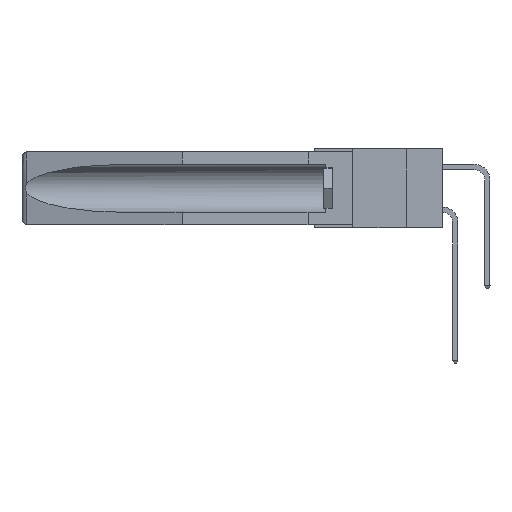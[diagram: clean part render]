
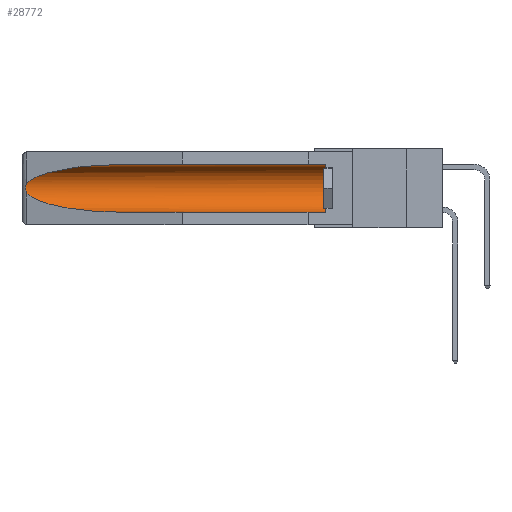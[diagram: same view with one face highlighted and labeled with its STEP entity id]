
A CAD part, left-side view. The second image highlights one B-rep face of the part: STEP entity #28772.
In plain terms, the highlighted cylindrical face has radius 2.857 mm (diameter 5.715 mm), a partial arc.
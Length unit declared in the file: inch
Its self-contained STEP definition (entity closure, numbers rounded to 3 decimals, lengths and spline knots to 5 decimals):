
#252 = CARTESIAN_POINT ( 'NONE',  ( 0.26537, 1.52718, -0.19328 ) ) ;
#313 = ORIENTED_EDGE ( 'NONE', *, *, #16632, .T. ) ;
#1015 = DIRECTION ( 'NONE',  ( 0., 1., 0. ) ) ;
#1191 = LINE ( 'NONE', #28627, #23513 ) ;
#1194 = FACE_OUTER_BOUND ( 'NONE', #19950, .T. ) ;
#1944 = VERTEX_POINT ( 'NONE', #24427 ) ;
#3125 = CARTESIAN_POINT ( 'NONE',  ( 0.21114, 1.30732, -0.059 ) ) ;
#3600 = ORIENTED_EDGE ( 'NONE', *, *, #26617, .T. ) ;
#3601 = CARTESIAN_POINT ( 'NONE',  ( 0.26597, 1.52961, -0.15275 ) ) ;
#3909 = VECTOR ( 'NONE', #27497, 39.37008 ) ;
#4805 = VERTEX_POINT ( 'NONE', #7487 ) ;
#5273 = VERTEX_POINT ( 'NONE', #12085 ) ;
#6719 = ORIENTED_EDGE ( 'NONE', *, *, #21318, .T. ) ;
#7487 = CARTESIAN_POINT ( 'NONE',  ( 0.155, 1.07973, -0.059 ) ) ;
#7891 = CARTESIAN_POINT ( 'NONE',  ( 0.155, 0.126, -0.284 ) ) ;
#8561 = EDGE_CURVE ( 'NONE', #19484, #1944, #29703, .T. ) ;
#9208 = CARTESIAN_POINT ( 'NONE',  ( 0.155, 1.07973, -0.284 ) ) ;
#9479 = ORIENTED_EDGE ( 'NONE', *, *, #13191, .F. ) ;
#9697 = AXIS2_PLACEMENT_3D ( 'NONE', #16175, #20559, #27331 ) ;
#10522 = CARTESIAN_POINT ( 'NONE',  ( 0.26537, 1.52718, -0.14972 ) ) ;
#10606 = CARTESIAN_POINT ( 'NONE',  ( 0.26597, 1.5296, -0.19026 ) ) ;
#10922 = DIRECTION ( 'NONE',  ( 0., 1., 0. ) ) ;
#11459 = AXIS2_PLACEMENT_3D ( 'NONE', #19987, #10922, #24541 ) ;
#12085 = CARTESIAN_POINT ( 'NONE',  ( 0.26537, 1.52718, -0.14972 ) ) ;
#12373 = CARTESIAN_POINT ( 'NONE',  ( 0.155, 0.126, -0.059 ) ) ;
#12684 = CARTESIAN_POINT ( 'NONE',  ( 0.26654, 1.53092, -0.15636 ) ) ;
#12960 = LINE ( 'NONE', #24881, #3909 ) ;
#13191 = EDGE_CURVE ( 'NONE', #23337, #1944, #1191, .T. ) ;
#14836 = CARTESIAN_POINT ( 'NONE',  ( 0.25451, 1.48313, -0.09465 ) ) ;
#15006 = CARTESIAN_POINT ( 'NONE',  ( 0.26537, 1.52718, -0.19328 ) ) ;
#16175 = CARTESIAN_POINT ( 'NONE',  ( 0.155, 0.126, -0.1715 ) ) ;
#16632 = EDGE_CURVE ( 'NONE', #21251, #4805, #12960, .T. ) ;
#16770 = CIRCLE ( 'NONE', #9697, 0.1125 ) ;
#17064 = CYLINDRICAL_SURFACE ( 'NONE', #11459, 0.1125 ) ;
#17192 = CARTESIAN_POINT ( 'NONE',  ( 0.2675, 1.53308, -0.16763 ) ) ;
#17225 = ORIENTED_EDGE ( 'NONE', *, *, #8561, .T. ) ;
#19484 = VERTEX_POINT ( 'NONE', #29694 ) ;
#19510 = CARTESIAN_POINT ( 'NONE',  ( 0.2675, 1.53308, -0.17534 ) ) ;
#19535 =( BOUNDED_CURVE ( )  B_SPLINE_CURVE ( 3, ( #25068, #3125, #14836, #26191 ),
 .UNSPECIFIED., .F., .F. ) 
 B_SPLINE_CURVE_WITH_KNOTS ( ( 4, 4 ),
 ( 4.71239, 6.08839 ),
 .UNSPECIFIED. ) 
 CURVE ( )  GEOMETRIC_REPRESENTATION_ITEM ( )  RATIONAL_B_SPLINE_CURVE ( ( 1., 0.848, 0.848, 1. ) ) 
 REPRESENTATION_ITEM ( '' )  );
#19950 = EDGE_LOOP ( 'NONE', ( #3600, #6719, #17225, #9479, #25534, #313 ) ) ;
#19987 = CARTESIAN_POINT ( 'NONE',  ( 0.155, -0.30754, -0.1715 ) ) ;
#20559 = DIRECTION ( 'NONE',  ( 0., -1., 0. ) ) ;
#20682 = CARTESIAN_POINT ( 'NONE',  ( 0.21114, 1.30732, -0.284 ) ) ;
#21251 = VERTEX_POINT ( 'NONE', #12373 ) ;
#21318 = EDGE_CURVE ( 'NONE', #5273, #19484, #29306, .T. ) ;
#22139 = EDGE_CURVE ( 'NONE', #23337, #21251, #16770, .T. ) ;
#23337 = VERTEX_POINT ( 'NONE', #7891 ) ;
#23513 = VECTOR ( 'NONE', #1015, 39.37008 ) ;
#24427 = CARTESIAN_POINT ( 'NONE',  ( 0.155, 1.07973, -0.284 ) ) ;
#24530 = CARTESIAN_POINT ( 'NONE',  ( 0.2673, 1.53269, -0.17917 ) ) ;
#24541 = DIRECTION ( 'NONE',  ( 0., 0., 1. ) ) ;
#24881 = CARTESIAN_POINT ( 'NONE',  ( 0.155, -0.30754, -0.059 ) ) ;
#25068 = CARTESIAN_POINT ( 'NONE',  ( 0.155, 1.07973, -0.059 ) ) ;
#25348 = CARTESIAN_POINT ( 'NONE',  ( 0.25451, 1.48313, -0.24835 ) ) ;
#25534 = ORIENTED_EDGE ( 'NONE', *, *, #22139, .T. ) ;
#26191 = CARTESIAN_POINT ( 'NONE',  ( 0.26537, 1.52718, -0.14972 ) ) ;
#26461 = CARTESIAN_POINT ( 'NONE',  ( 0.26655, 1.53094, -0.18657 ) ) ;
#26617 = EDGE_CURVE ( 'NONE', #4805, #5273, #19535, .T. ) ;
#27331 = DIRECTION ( 'NONE',  ( 0., 0., 1. ) ) ;
#27497 = DIRECTION ( 'NONE',  ( 0., 1., 0. ) ) ;
#28627 = CARTESIAN_POINT ( 'NONE',  ( 0.155, -0.30754, -0.284 ) ) ;
#28772 = ADVANCED_FACE ( 'NONE', ( #1194 ), #17064, .F. ) ;
#28793 = CARTESIAN_POINT ( 'NONE',  ( 0.2673, 1.5327, -0.16383 ) ) ;
#29306 = B_SPLINE_CURVE_WITH_KNOTS ( 'NONE', 3,
 ( #10522, #3601, #12684, #28793, #17192, #19510, #24530, #26461, #10606, #15006 ),
 .UNSPECIFIED., .F., .F.,
 ( 4, 2, 2, 2, 4 ),
 ( 0., 0.00029, 0.00058, 0.00087, 0.00117 ),
 .UNSPECIFIED. ) ;
#29694 = CARTESIAN_POINT ( 'NONE',  ( 0.26537, 1.52718, -0.19328 ) ) ;
#29703 =( BOUNDED_CURVE ( )  B_SPLINE_CURVE ( 3, ( #252, #25348, #20682, #9208 ),
 .UNSPECIFIED., .F., .F. ) 
 B_SPLINE_CURVE_WITH_KNOTS ( ( 4, 4 ),
 ( 0.1948, 1.5708 ),
 .UNSPECIFIED. ) 
 CURVE ( )  GEOMETRIC_REPRESENTATION_ITEM ( )  RATIONAL_B_SPLINE_CURVE ( ( 1., 0.848, 0.848, 1. ) ) 
 REPRESENTATION_ITEM ( '' )  );
